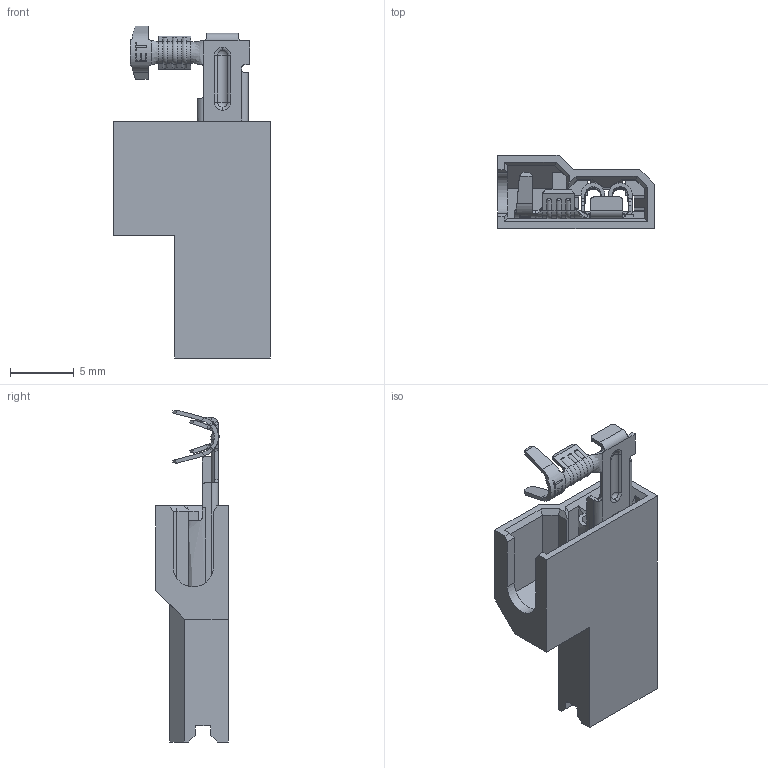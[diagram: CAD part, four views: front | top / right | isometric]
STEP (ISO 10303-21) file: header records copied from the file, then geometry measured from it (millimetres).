
FILE_DESCRIPTION (( 'STEP AP203' ), '1' );
FILE_NAME ('33100.STEP', '2023-06-21T13:04:58', ( '' ), ( '' ), 'SwSTEP 2.0', 'SolidWorks 2022', '' );
FILE_SCHEMA (( 'CONFIG_CONTROL_DESIGN' ));
Length unit declared in the file: inch
Products named in the file (3): DF61 DF63 DF65 DF67_DF61 DF65 without carrier; 33100; F14 with pre-lock mod
Assembly tree (2 placements, depth 2):
  33100
    F14 with pre-lock mod
    DF61 DF63 DF65 DF67_DF61 DF65 without carrier
Bounding box: 12.32 x 5.71 x 26.07 mm (x, y, z)
Volume: 444.9 mm3; surface area: 1394.8 mm2
Topology: 2 solids, 2 shells, 415 faces, 1099 edges, 698 vertices
Faces by surface type: plane 247, cylinder 67, bspline 60, torus 23, cone 10, sphere 8
Entity records: 17861 total; most frequent: CARTESIAN_POINT 7798, ORIENTED_EDGE 2190, DIRECTION 1773, EDGE_CURVE 1095, VECTOR 701, LINE 701, VERTEX_POINT 698, AXIS2_PLACEMENT_3D 536
